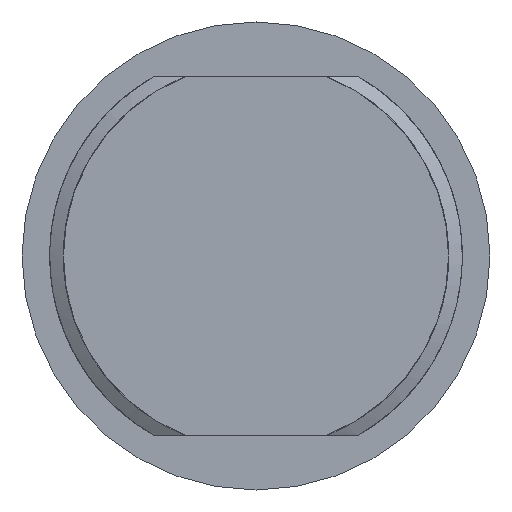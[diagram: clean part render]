
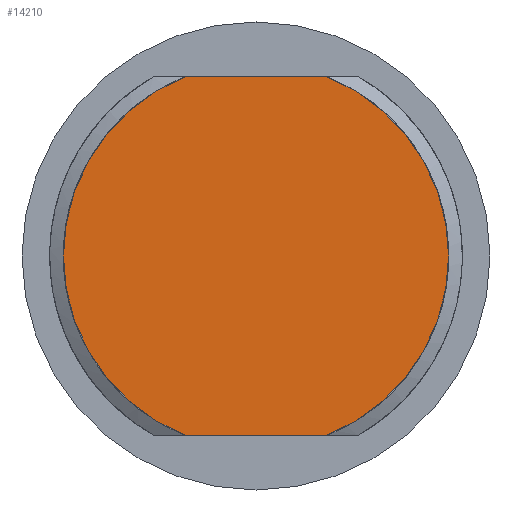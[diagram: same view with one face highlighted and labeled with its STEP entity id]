
A CAD part, left-side view. The second image highlights one B-rep face of the part: STEP entity #14210.
In plain terms, the highlighted planar face has unit normal (-1, 0, 0).
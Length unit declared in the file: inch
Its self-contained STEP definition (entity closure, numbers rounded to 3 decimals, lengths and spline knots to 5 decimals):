
#13769=CARTESIAN_POINT('',(-1.18411,0.32027,-0.4325));
#13770=VERTEX_POINT('',#13769);
#13771=CARTESIAN_POINT('',(-1.18411,0.32027,0.4325));
#13772=VERTEX_POINT('',#13771);
#13773=CARTESIAN_POINT('',(-1.18411,0.49106,0.));
#13774=DIRECTION('',(-1.0,0.0,0.0));
#13775=DIRECTION('',(0.0,0.0,-1.0));
#13776=AXIS2_PLACEMENT_3D('',#13773,#13774,#13775);
#13777=CIRCLE('',#13776,0.465);
#13778=EDGE_CURVE('',#13770,#13772,#13777,.T.);
#13890=CARTESIAN_POINT('',(-1.18411,0.66185,0.4325));
#13891=VERTEX_POINT('',#13890);
#13898=CARTESIAN_POINT('',(-1.18411,0.32027,0.4325));
#13899=DIRECTION('',(0.0,1.0,0.0));
#13900=VECTOR('',#13899,0.34158);
#13901=LINE('',#13898,#13900);
#13902=EDGE_CURVE('',#13772,#13891,#13901,.T.);
#13998=CARTESIAN_POINT('',(-1.18411,0.66185,-0.4325));
#13999=VERTEX_POINT('',#13998);
#14006=CARTESIAN_POINT('',(-1.18411,0.49106,0.));
#14007=DIRECTION('',(-1.0,0.0,0.0));
#14008=DIRECTION('',(0.0,0.0,-1.0));
#14009=AXIS2_PLACEMENT_3D('',#14006,#14007,#14008);
#14010=CIRCLE('',#14009,0.465);
#14011=EDGE_CURVE('',#13891,#13999,#14010,.T.);
#14103=CARTESIAN_POINT('',(-1.18411,0.66185,-0.4325));
#14104=DIRECTION('',(0.0,-1.0,0.0));
#14105=VECTOR('',#14104,0.34158);
#14106=LINE('',#14103,#14105);
#14107=EDGE_CURVE('',#13999,#13770,#14106,.T.);
#14199=CARTESIAN_POINT('',(-1.18411,-0.02044,0.5115));
#14200=DIRECTION('',(-1.0,0.0,0.0));
#14201=DIRECTION('',(0.0,0.0,1.0));
#14202=AXIS2_PLACEMENT_3D('',#14199,#14200,#14201);
#14203=PLANE('',#14202);
#14204=ORIENTED_EDGE('',*,*,#14011,.T.);
#14205=ORIENTED_EDGE('',*,*,#14107,.T.);
#14206=ORIENTED_EDGE('',*,*,#13778,.T.);
#14207=ORIENTED_EDGE('',*,*,#13902,.T.);
#14208=EDGE_LOOP('',(#14204,#14205,#14206,#14207));
#14209=FACE_OUTER_BOUND('',#14208,.T.);
#14210=ADVANCED_FACE('',(#14209),#14203,.T.);
